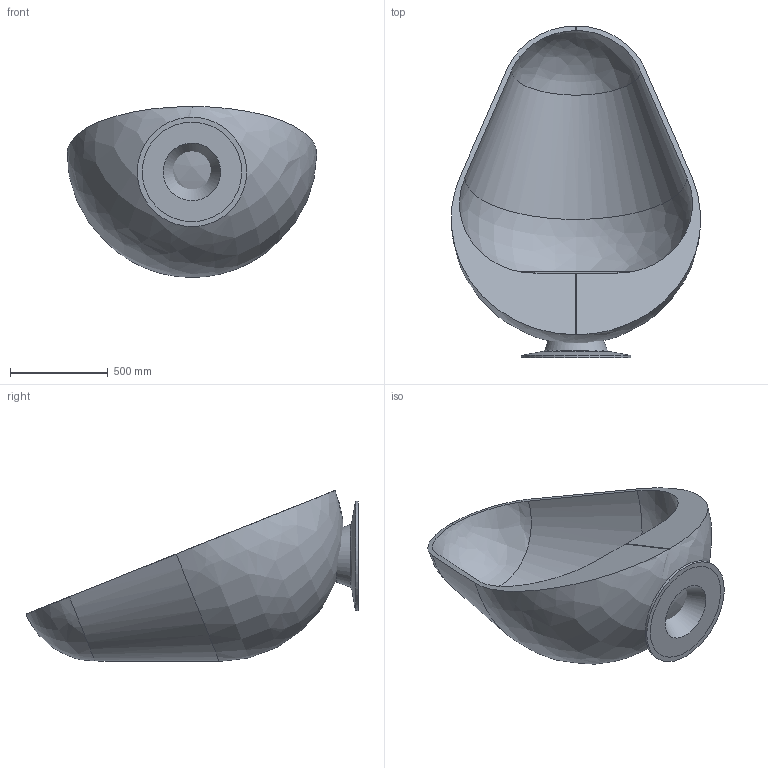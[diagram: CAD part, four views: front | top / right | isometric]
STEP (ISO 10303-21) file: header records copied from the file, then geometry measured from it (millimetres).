
FILE_DESCRIPTION((('zoo.dev export')), '2;1');
FILE_NAME('dump.step', '1970-01-01T00:00:00.0+00:00', ('Author unknown'), ('Organization unknown'), 'zoo.dev beta', 'zoo.dev', 'Authorization unknown');
FILE_SCHEMA(('AP203_CONFIGURATION_CONTROLLED_3D_DESIGN_OF_MECHANICAL_PARTS_AND_ASSEMBLIES_MIM_LF'));
Length unit declared in the file: metre
Products named in the file (3): UNIDENTIFIED_PRODUCT
Bounding box: 1273.09 x 1696.24 x 873.13 mm (x, y, z)
Volume: 224990526.3 mm3; surface area: 7064007.5 mm2
Topology: 3 solids, 3 shells, 23 faces, 49 edges, 30 vertices
Faces by surface type: bspline 14, plane 9
Entity records: 833 total; most frequent: CARTESIAN_POINT 467, ORIENTED_EDGE 98, EDGE_CURVE 49, VERTEX_POINT 30, DIRECTION 30, EDGE_LOOP 23, FACE_OUTER_BOUND 23, ADVANCED_FACE 23
